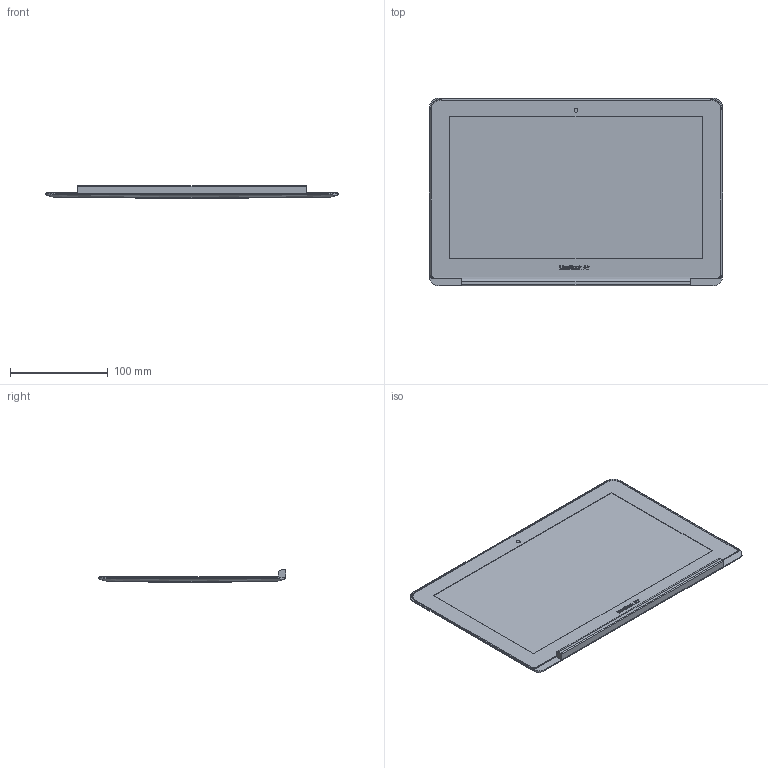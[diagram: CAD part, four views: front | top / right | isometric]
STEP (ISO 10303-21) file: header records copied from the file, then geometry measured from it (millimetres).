
FILE_DESCRIPTION(/* description */ (''),/* implementation_level */ '2;1');
FILE_NAME(/* name */ 'MacBookAir_screen.step',/* time_stamp */ '2018-07-23T17:50:09+09:00',/* author */ ('autodesk_cloud'),/* organization */ (''),/* preprocessor_version */ 'ST-DEVELOPER v17',/* originating_system */ 'Autodesk Translation Framework v7.1.0.215',/* authorisation */ '');
FILE_SCHEMA (('AUTOMOTIVE_DESIGN { 1 0 10303 214 3 1 1 }'));
Length unit declared in the file: millimetre
Products named in the file (1): kadai4-3
Bounding box: 300 x 192.13 x 12.96 mm (x, y, z)
Volume: 232497.5 mm3; surface area: 139872.9 mm2
Topology: 3 solids, 3 shells, 287 faces, 779 edges, 518 vertices
Faces by surface type: bspline 151, plane 117, cylinder 11, torus 8
Full cylindrical faces by diameter (mm): 4 x1
Entity records: 10536 total; most frequent: CARTESIAN_POINT 4268, ORIENTED_EDGE 1558, DIRECTION 793, EDGE_CURVE 779, VERTEX_POINT 518, LINE 435, VECTOR 435, EDGE_LOOP 309
